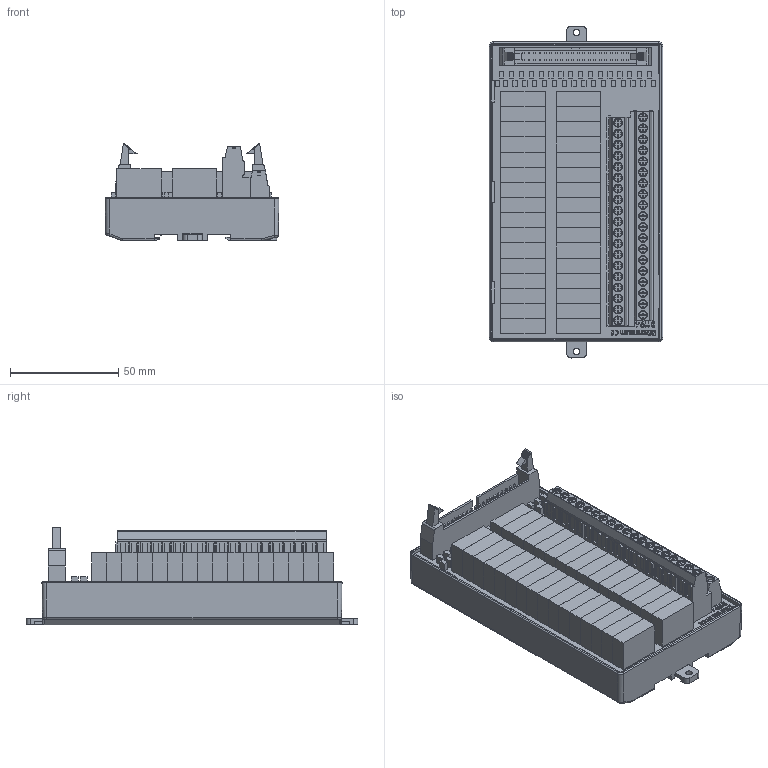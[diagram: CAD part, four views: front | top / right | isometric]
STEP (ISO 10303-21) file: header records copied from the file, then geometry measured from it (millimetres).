
FILE_DESCRIPTION(/* description */ (''),/* implementation_level */ '2;1');
FILE_NAME(/* name */ 'D1194-E.stp',/* time_stamp */ '2024-08-15T16:16:02+08:00',/* author */ (''),/* organization */ (''),/* preprocessor_version */ 'ST-DEVELOPER v14',/* originating_system */ 'SIEMENS PLM Software NX 8.0',/* authorisation */ '');
FILE_SCHEMA (('AUTOMOTIVE_DESIGN { 1 0 10303 214 3 1 1 1 }'));
Products named in the file (1): Admi3268E6A58m6o
Bounding box: 80.4 x 153.47 x 45.25 mm (x, y, z)
Volume: 295203.5 mm3; surface area: 81108.3 mm2
Topology: 3 solids, 7 shells, 2386 faces, 6205 edges, 4083 vertices
Faces by surface type: plane 1932, cylinder 206, torus 130, cone 98, bspline 10, extrusion 10
Full cylindrical faces by diameter (mm): 3 x2, 4.1 x20, 4.13 x24
Entity records: 76447 total; most frequent: CARTESIAN_POINT 17291, ORIENTED_EDGE 12210, DIRECTION 10699, EDGE_CURVE 6105, VECTOR 4743, LINE 4733, VERTEX_POINT 4051, AXIS2_PLACEMENT_3D 2978
